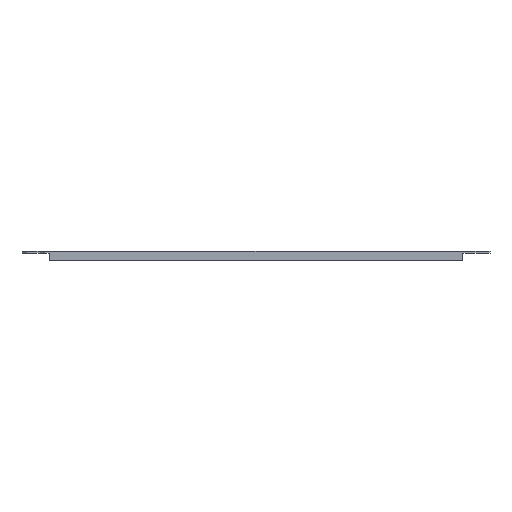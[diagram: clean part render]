
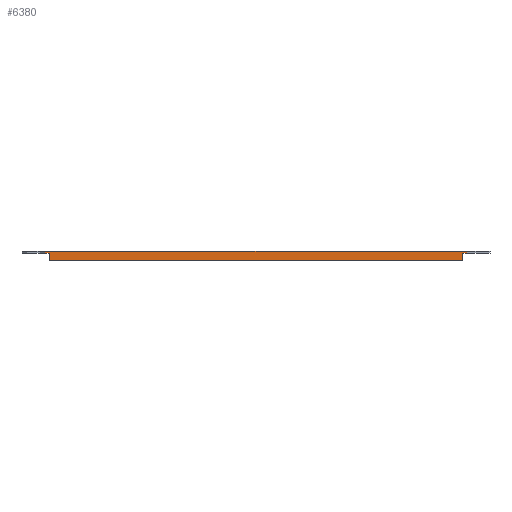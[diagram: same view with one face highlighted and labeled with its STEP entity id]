
A CAD part, front view. The second image highlights one B-rep face of the part: STEP entity #6380.
In plain terms, the highlighted planar face has unit normal (0, -1, 0).
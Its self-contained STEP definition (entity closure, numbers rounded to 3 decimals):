
#220=DIRECTION('',(1.,0.,0.));
#221=VECTOR('',#220,466.);
#222=CARTESIAN_POINT('',(2976.278,638.277,2.));
#223=LINE('',#222,#221);
#2745=DIRECTION('',(1.,0.,0.));
#2746=VECTOR('',#2745,456.);
#2747=CARTESIAN_POINT('',(2981.278,638.277,-8.));
#2748=LINE('',#2747,#2746);
#2752=DIRECTION('',(0.,0.,-1.));
#2753=VECTOR('',#2752,8.);
#2754=CARTESIAN_POINT('',(3437.278,638.277,0.));
#2755=LINE('',#2754,#2753);
#2773=DIRECTION('',(1.,0.,0.));
#2774=VECTOR('',#2773,5.);
#2775=CARTESIAN_POINT('',(3437.278,638.277,0.));
#2776=LINE('',#2775,#2774);
#2780=DIRECTION('',(0.,0.,-1.));
#2781=VECTOR('',#2780,8.);
#2782=CARTESIAN_POINT('',(2981.278,638.277,0.));
#2783=LINE('',#2782,#2781);
#2787=DIRECTION('',(1.,0.,0.));
#2788=VECTOR('',#2787,5.);
#2789=CARTESIAN_POINT('',(2976.278,638.277,0.));
#2790=LINE('',#2789,#2788);
#2794=DIRECTION('',(0.,0.,-1.));
#2795=VECTOR('',#2794,2.);
#2796=CARTESIAN_POINT('',(2976.278,638.277,2.));
#2797=LINE('',#2796,#2795);
#2948=DIRECTION('',(0.,0.,-1.));
#2949=VECTOR('',#2948,2.);
#2950=CARTESIAN_POINT('',(3442.278,638.277,2.));
#2951=LINE('',#2950,#2949);
#3111=CARTESIAN_POINT('',(3442.278,638.277,2.));
#3112=VERTEX_POINT('',#3111);
#3113=CARTESIAN_POINT('',(3442.278,638.277,0.));
#3114=VERTEX_POINT('',#3113);
#3115=CARTESIAN_POINT('',(2976.278,638.277,2.));
#3116=VERTEX_POINT('',#3115);
#3117=CARTESIAN_POINT('',(2976.278,638.277,0.));
#3118=VERTEX_POINT('',#3117);
#3591=CARTESIAN_POINT('',(3437.278,638.277,-8.));
#3593=VERTEX_POINT('',#3591);
#3597=CARTESIAN_POINT('',(2981.278,638.277,-8.));
#3598=VERTEX_POINT('',#3597);
#3607=CARTESIAN_POINT('',(3437.278,638.277,0.));
#3609=VERTEX_POINT('',#3607);
#3613=CARTESIAN_POINT('',(2981.278,638.277,0.));
#3614=VERTEX_POINT('',#3613);
#6363=CARTESIAN_POINT('',(3209.278,638.277,0.));
#6364=DIRECTION('',(0.,-1.,0.));
#6365=DIRECTION('',(1.,0.,0.));
#6366=AXIS2_PLACEMENT_3D('',#6363,#6364,#6365);
#6367=PLANE('',#6366);
#6368=ORIENTED_EDGE('',*,*,#4054,.F.);
#6369=ORIENTED_EDGE('',*,*,#6311,.T.);
#6370=ORIENTED_EDGE('',*,*,#6290,.F.);
#6371=ORIENTED_EDGE('',*,*,#6349,.F.);
#6372=ORIENTED_EDGE('',*,*,#4046,.F.);
#6374=ORIENTED_EDGE('',*,*,#6373,.F.);
#6375=ORIENTED_EDGE('',*,*,#3650,.T.);
#6377=ORIENTED_EDGE('',*,*,#6376,.T.);
#6378=EDGE_LOOP('',(#6368,#6369,#6370,#6371,#6372,#6374,#6375,#6377));
#6379=FACE_OUTER_BOUND('',#6378,.F.);
#3650=EDGE_CURVE('',#3116,#3112,#223,.T.);
#4046=EDGE_CURVE('',#3118,#3614,#2790,.T.);
#4054=EDGE_CURVE('',#3609,#3114,#2776,.T.);
#6290=EDGE_CURVE('',#3598,#3593,#2748,.T.);
#6311=EDGE_CURVE('',#3609,#3593,#2755,.T.);
#6349=EDGE_CURVE('',#3614,#3598,#2783,.T.);
#6373=EDGE_CURVE('',#3116,#3118,#2797,.T.);
#6376=EDGE_CURVE('',#3112,#3114,#2951,.T.);
#6380=ADVANCED_FACE('',(#6379),#6367,.T.);
